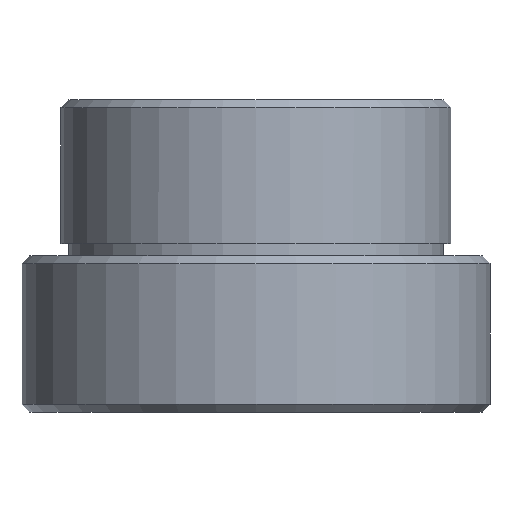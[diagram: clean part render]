
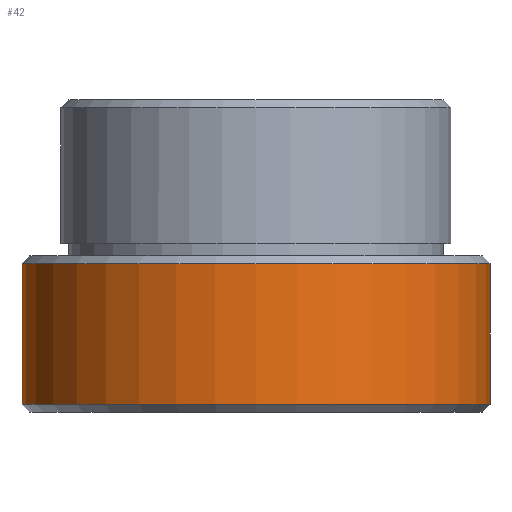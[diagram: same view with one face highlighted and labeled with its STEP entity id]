
A CAD part, front view. The second image highlights one B-rep face of the part: STEP entity #42.
In plain terms, the highlighted cylindrical face has radius 15 mm (diameter 30 mm), a partial arc.
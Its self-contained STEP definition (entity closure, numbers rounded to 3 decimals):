
#14 = ORIENTED_EDGE ( 'NONE', *, *, #23, .T. ) ;
#18 = ORIENTED_EDGE ( 'NONE', *, *, #43, .T. ) ;
#19 = ORIENTED_EDGE ( 'NONE', *, *, #41, .T. ) ;
#22 = ORIENTED_EDGE ( 'NONE', *, *, #157, .F. ) ;
#23 = EDGE_CURVE ( 'NONE', #181, #190, #204, .T. ) ;
#41 = EDGE_CURVE ( 'NONE', #190, #189, #295, .T. ) ;
#42 = ADVANCED_FACE ( 'NONE', ( #258 ), #302, .T. ) ;
#43 = EDGE_CURVE ( 'NONE', #185, #181, #384, .T. ) ;
#56 = EDGE_LOOP ( 'NONE', ( #22, #18, #14, #19 ) ) ;
#157 = EDGE_CURVE ( 'NONE', #185, #189, #423, .T. ) ;
#181 = VERTEX_POINT ( 'NONE', #494 ) ;
#185 = VERTEX_POINT ( 'NONE', #491 ) ;
#189 = VERTEX_POINT ( 'NONE', #403 ) ;
#190 = VERTEX_POINT ( 'NONE', #413 ) ;
#204 = LINE ( 'NONE', #265, #262 ) ;
#258 = FACE_OUTER_BOUND ( 'NONE', #56, .T. ) ;
#262 = VECTOR ( 'NONE', #366, 1000. ) ;
#265 = CARTESIAN_POINT ( 'NONE',  ( 15., 0., 0. ) ) ;
#291 = DIRECTION ( 'NONE',  ( -1., 0., 0. ) ) ;
#292 = DIRECTION ( 'NONE',  ( 0., 0., -1. ) ) ;
#293 = CARTESIAN_POINT ( 'NONE',  ( 0., 0., -10.5 ) ) ;
#294 = AXIS2_PLACEMENT_3D ( 'NONE', #293, #292, #291 ) ;
#295 = CIRCLE ( 'NONE', #294, 15. ) ;
#296 = AXIS2_PLACEMENT_3D ( 'NONE', #388, #387, #386 ) ;
#302 = CYLINDRICAL_SURFACE ( 'NONE', #296, 15. ) ;
#310 = AXIS2_PLACEMENT_3D ( 'NONE', #383, #382, #381 ) ;
#366 = DIRECTION ( 'NONE',  ( 0., 0., 1. ) ) ;
#381 = DIRECTION ( 'NONE',  ( 1., 0., 0. ) ) ;
#382 = DIRECTION ( 'NONE',  ( 0., 0., 1. ) ) ;
#383 = CARTESIAN_POINT ( 'NONE',  ( 0., 0., -19.5 ) ) ;
#384 = CIRCLE ( 'NONE', #310, 15. ) ;
#386 = DIRECTION ( 'NONE',  ( 1., 0., 0. ) ) ;
#387 = DIRECTION ( 'NONE',  ( 0., 0., 1. ) ) ;
#388 = CARTESIAN_POINT ( 'NONE',  ( 0., 0., 0. ) ) ;
#403 = CARTESIAN_POINT ( 'NONE',  ( -15., 0., -10.5 ) ) ;
#413 = CARTESIAN_POINT ( 'NONE',  ( 15., 0., -10.5 ) ) ;
#423 = LINE ( 'NONE', #536, #535 ) ;
#491 = CARTESIAN_POINT ( 'NONE',  ( -15., 0., -19.5 ) ) ;
#494 = CARTESIAN_POINT ( 'NONE',  ( 15., 0., -19.5 ) ) ;
#534 = DIRECTION ( 'NONE',  ( 0., 0., 1. ) ) ;
#535 = VECTOR ( 'NONE', #534, 1000. ) ;
#536 = CARTESIAN_POINT ( 'NONE',  ( -15., 0., 0. ) ) ;
